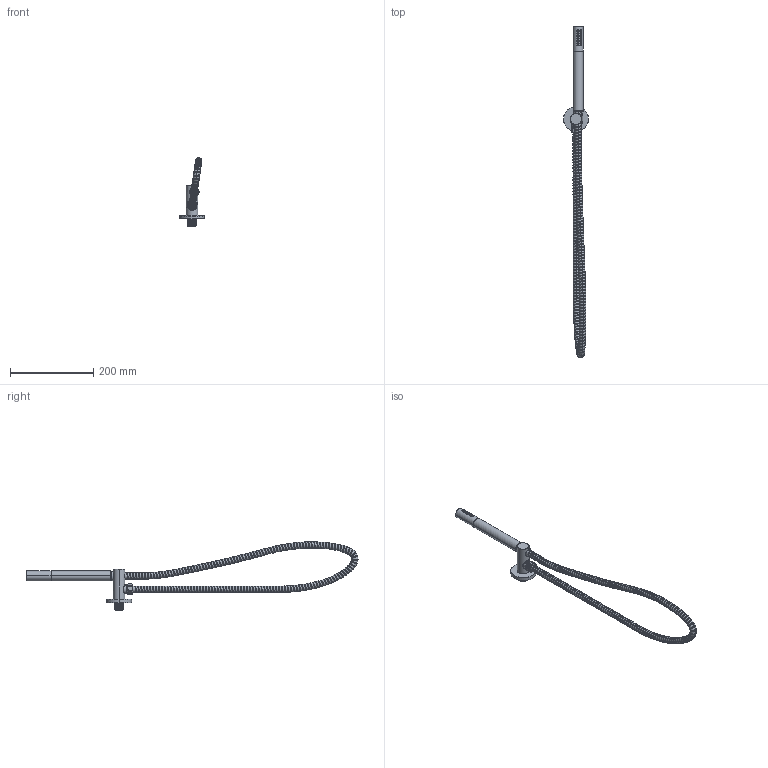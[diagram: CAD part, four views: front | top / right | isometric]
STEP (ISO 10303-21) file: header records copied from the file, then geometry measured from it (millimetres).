
FILE_DESCRIPTION((''),'2;1');
FILE_NAME('ROUND-WS_ASM','2019-02-17T',('MQ'),(''),'PRO/ENGINEER BY PARAMETRIC TECHNOLOGY CORPORATION, 2012130','PRO/ENGINEER BY PARAMETRIC TECHNOLOGY CORPORATION, 2012130','');
FILE_SCHEMA(('CONFIG_CONTROL_DESIGN'));
Length unit declared in the file: millimetre
Products named in the file (4): ROUND-WS; 5868-02; MMMMMMMMMMMM; ROUND-WS_ASM
Assembly tree (3 placements, depth 2):
  ROUND-WS_ASM
    ROUND-WS
    5868-02
    MMMMMMMMMMMM
Bounding box: 60 x 795.99 x 163.83 mm (x, y, z)
Volume: 350371.7 mm3; surface area: 144923.8 mm2
Topology: 4 solids, 5 shells, 593 faces, 1713 edges, 1126 vertices
Faces by surface type: cylinder 251, bspline 242, plane 67, cone 17, torus 16
Entity records: 147813 total; most frequent: CARTESIAN_POINT 135157, ORIENTED_EDGE 3418, EDGE_CURVE 1713, DIRECTION 1428, B_SPLINE_CURVE_WITH_KNOTS 1199, VERTEX_POINT 1126, EDGE_LOOP 652, FACE_OUTER_BOUND 593
